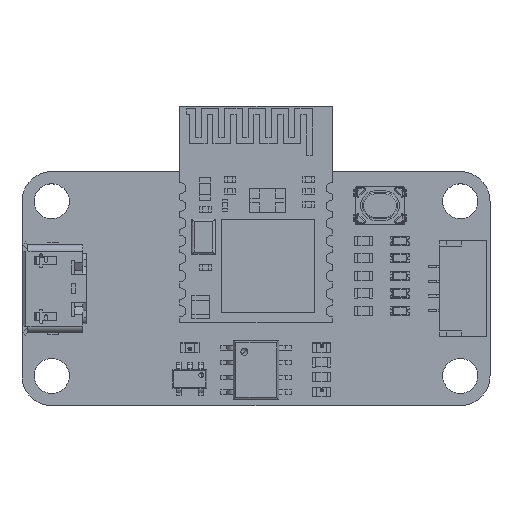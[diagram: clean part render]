
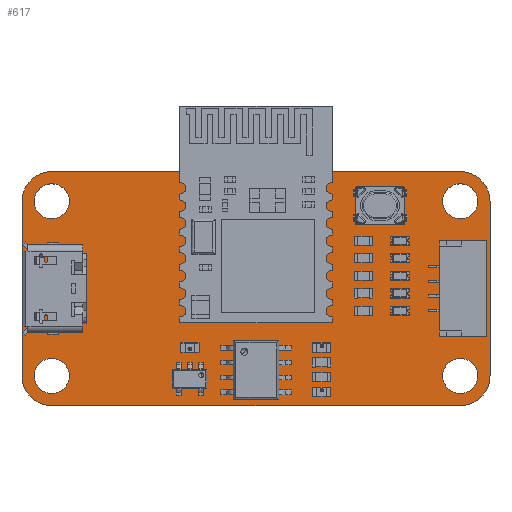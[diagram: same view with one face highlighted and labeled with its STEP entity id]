
A CAD part, top view. The second image highlights one B-rep face of the part: STEP entity #617.
In plain terms, the highlighted planar face has unit normal (0, 0, 1).
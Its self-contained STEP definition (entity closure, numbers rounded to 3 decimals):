
#136 = VERTEX_POINT('',#137);
#137 = CARTESIAN_POINT('',(25.4,27.94,1.691));
#143 = EDGE_CURVE('',#136,#144,#146,.T.);
#144 = VERTEX_POINT('',#145);
#145 = CARTESIAN_POINT('',(25.4,42.86,1.691));
#146 = LINE('',#147,#148);
#147 = CARTESIAN_POINT('',(25.4,27.94,1.691));
#148 = VECTOR('',#149,1.);
#149 = DIRECTION('',(0.,1.,0.));
#174 = EDGE_CURVE('',#144,#175,#177,.T.);
#175 = VERTEX_POINT('',#176);
#176 = CARTESIAN_POINT('',(27.94,45.4,1.691));
#177 = CIRCLE('',#178,2.54);
#178 = AXIS2_PLACEMENT_3D('',#179,#180,#181);
#179 = CARTESIAN_POINT('',(27.94,42.86,1.691));
#180 = DIRECTION('',(0.,0.,-1.));
#181 = DIRECTION('',(-1.,0.,0.));
#207 = EDGE_CURVE('',#175,#208,#210,.T.);
#208 = VERTEX_POINT('',#209);
#209 = CARTESIAN_POINT('',(62.86,45.4,1.691));
#210 = LINE('',#211,#212);
#211 = CARTESIAN_POINT('',(27.94,45.4,1.691));
#212 = VECTOR('',#213,1.);
#213 = DIRECTION('',(1.,0.,0.));
#238 = EDGE_CURVE('',#208,#239,#241,.T.);
#239 = VERTEX_POINT('',#240);
#240 = CARTESIAN_POINT('',(65.4,42.86,1.691));
#241 = CIRCLE('',#242,2.54);
#242 = AXIS2_PLACEMENT_3D('',#243,#244,#245);
#243 = CARTESIAN_POINT('',(62.86,42.86,1.691));
#244 = DIRECTION('',(0.,0.,-1.));
#245 = DIRECTION('',(0.,1.,0.));
#271 = EDGE_CURVE('',#239,#272,#274,.T.);
#272 = VERTEX_POINT('',#273);
#273 = CARTESIAN_POINT('',(65.4,27.94,1.691));
#274 = LINE('',#275,#276);
#275 = CARTESIAN_POINT('',(65.4,42.86,1.691));
#276 = VECTOR('',#277,1.);
#277 = DIRECTION('',(0.,-1.,0.));
#302 = EDGE_CURVE('',#272,#303,#305,.T.);
#303 = VERTEX_POINT('',#304);
#304 = CARTESIAN_POINT('',(62.86,25.4,1.691));
#305 = CIRCLE('',#306,2.54);
#306 = AXIS2_PLACEMENT_3D('',#307,#308,#309);
#307 = CARTESIAN_POINT('',(62.86,27.94,1.691));
#308 = DIRECTION('',(0.,0.,-1.));
#309 = DIRECTION('',(1.,0.,0.));
#335 = EDGE_CURVE('',#303,#336,#338,.T.);
#336 = VERTEX_POINT('',#337);
#337 = CARTESIAN_POINT('',(27.94,25.4,1.691));
#338 = LINE('',#339,#340);
#339 = CARTESIAN_POINT('',(62.86,25.4,1.691));
#340 = VECTOR('',#341,1.);
#341 = DIRECTION('',(-1.,0.,0.));
#366 = EDGE_CURVE('',#336,#136,#367,.T.);
#367 = CIRCLE('',#368,2.54);
#368 = AXIS2_PLACEMENT_3D('',#369,#370,#371);
#369 = CARTESIAN_POINT('',(27.94,27.94,1.691));
#370 = DIRECTION('',(0.,0.,-1.));
#371 = DIRECTION('',(0.,-1.,0.));
#392 = VERTEX_POINT('',#393);
#393 = CARTESIAN_POINT('',(29.44,27.94,1.691));
#399 = EDGE_CURVE('',#392,#392,#400,.T.);
#400 = CIRCLE('',#401,1.5);
#401 = AXIS2_PLACEMENT_3D('',#402,#403,#404);
#402 = CARTESIAN_POINT('',(27.94,27.94,1.691));
#403 = DIRECTION('',(0.,0.,1.));
#404 = DIRECTION('',(1.,0.,0.));
#425 = VERTEX_POINT('',#426);
#426 = CARTESIAN_POINT('',(29.44,42.86,1.691));
#432 = EDGE_CURVE('',#425,#425,#433,.T.);
#433 = CIRCLE('',#434,1.5);
#434 = AXIS2_PLACEMENT_3D('',#435,#436,#437);
#435 = CARTESIAN_POINT('',(27.94,42.86,1.691));
#436 = DIRECTION('',(0.,0.,1.));
#437 = DIRECTION('',(1.,0.,0.));
#458 = VERTEX_POINT('',#459);
#459 = CARTESIAN_POINT('',(30.12,33.4,1.691));
#465 = EDGE_CURVE('',#458,#458,#466,.T.);
#466 = CIRCLE('',#467,0.275);
#467 = AXIS2_PLACEMENT_3D('',#468,#469,#470);
#468 = CARTESIAN_POINT('',(29.845,33.4,1.691));
#469 = DIRECTION('',(0.,0.,1.));
#470 = DIRECTION('',(1.,0.,0.));
#491 = VERTEX_POINT('',#492);
#492 = CARTESIAN_POINT('',(64.36,27.94,1.691));
#498 = EDGE_CURVE('',#491,#491,#499,.T.);
#499 = CIRCLE('',#500,1.5);
#500 = AXIS2_PLACEMENT_3D('',#501,#502,#503);
#501 = CARTESIAN_POINT('',(62.86,27.94,1.691));
#502 = DIRECTION('',(0.,0.,1.));
#503 = DIRECTION('',(1.,0.,0.));
#524 = VERTEX_POINT('',#525);
#525 = CARTESIAN_POINT('',(30.12,37.4,1.691));
#531 = EDGE_CURVE('',#524,#524,#532,.T.);
#532 = CIRCLE('',#533,0.275);
#533 = AXIS2_PLACEMENT_3D('',#534,#535,#536);
#534 = CARTESIAN_POINT('',(29.845,37.4,1.691));
#535 = DIRECTION('',(0.,0.,1.));
#536 = DIRECTION('',(1.,0.,0.));
#557 = VERTEX_POINT('',#558);
#558 = CARTESIAN_POINT('',(64.36,42.86,1.691));
#564 = EDGE_CURVE('',#557,#557,#565,.T.);
#565 = CIRCLE('',#566,1.5);
#566 = AXIS2_PLACEMENT_3D('',#567,#568,#569);
#567 = CARTESIAN_POINT('',(62.86,42.86,1.691));
#568 = DIRECTION('',(0.,0.,1.));
#569 = DIRECTION('',(1.,0.,0.));
#617 = ADVANCED_FACE('',(#618,#628,#631,#634,#637,#640,#643),#646,.T.);
#618 = FACE_BOUND('',#619,.F.);
#619 = EDGE_LOOP('',(#620,#621,#622,#623,#624,#625,#626,#627));
#620 = ORIENTED_EDGE('',*,*,#143,.T.);
#621 = ORIENTED_EDGE('',*,*,#174,.T.);
#622 = ORIENTED_EDGE('',*,*,#207,.T.);
#623 = ORIENTED_EDGE('',*,*,#238,.T.);
#624 = ORIENTED_EDGE('',*,*,#271,.T.);
#625 = ORIENTED_EDGE('',*,*,#302,.T.);
#626 = ORIENTED_EDGE('',*,*,#335,.T.);
#627 = ORIENTED_EDGE('',*,*,#366,.T.);
#628 = FACE_BOUND('',#629,.T.);
#629 = EDGE_LOOP('',(#630));
#630 = ORIENTED_EDGE('',*,*,#399,.F.);
#631 = FACE_BOUND('',#632,.T.);
#632 = EDGE_LOOP('',(#633));
#633 = ORIENTED_EDGE('',*,*,#432,.F.);
#634 = FACE_BOUND('',#635,.T.);
#635 = EDGE_LOOP('',(#636));
#636 = ORIENTED_EDGE('',*,*,#465,.F.);
#637 = FACE_BOUND('',#638,.T.);
#638 = EDGE_LOOP('',(#639));
#639 = ORIENTED_EDGE('',*,*,#498,.F.);
#640 = FACE_BOUND('',#641,.T.);
#641 = EDGE_LOOP('',(#642));
#642 = ORIENTED_EDGE('',*,*,#531,.F.);
#643 = FACE_BOUND('',#644,.T.);
#644 = EDGE_LOOP('',(#645));
#645 = ORIENTED_EDGE('',*,*,#564,.F.);
#646 = PLANE('',#647);
#647 = AXIS2_PLACEMENT_3D('',#648,#649,#650);
#648 = CARTESIAN_POINT('',(25.4,27.94,1.691));
#649 = DIRECTION('',(0.,0.,1.));
#650 = DIRECTION('',(1.,0.,0.));
